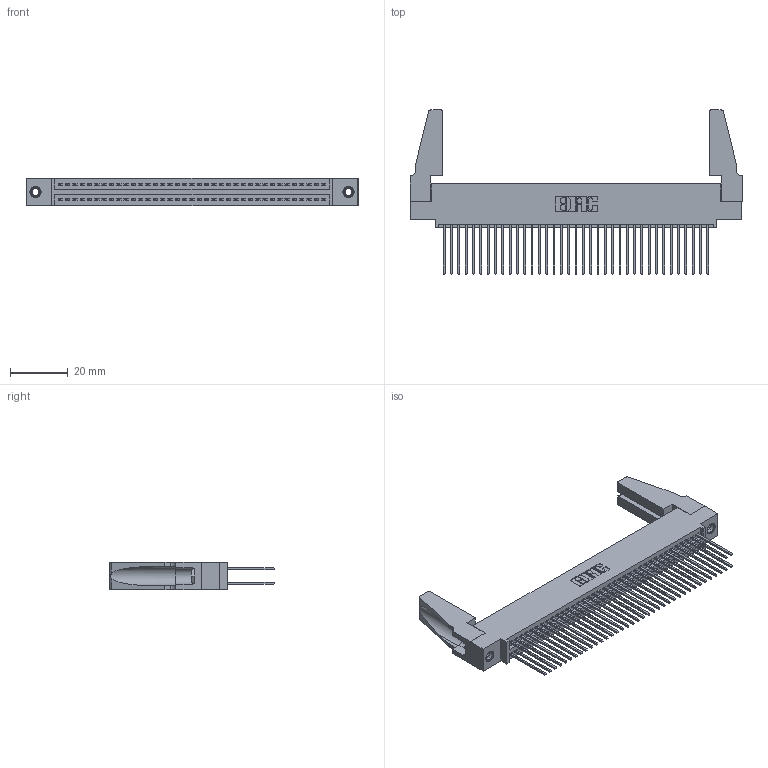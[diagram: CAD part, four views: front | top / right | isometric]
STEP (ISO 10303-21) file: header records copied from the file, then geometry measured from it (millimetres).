
FILE_DESCRIPTION (( 'STEP AP203' ), '1' );
FILE_NAME ('395-074-542-588.STEP', '2019-10-24T14:38:36', ( '' ), ( '' ), 'SwSTEP 2.0', 'SolidWorks 2016', '' );
FILE_SCHEMA (( 'CONFIG_CONTROL_DESIGN' ));
Length unit declared in the file: inch
Products named in the file (5): 345-220-078_345-220-088; 395-074-542-588; 345 Part_0.110 Offset - 0.156 Dia-TH; 345-292-001_345-293-142; 345-250-001_345-250-001-102
Assembly tree (79 placements, depth 2):
  395-074-542-588
    345 Part_0.110 Offset - 0.156 Dia-TH
    345-292-001_345-293-142  x74
    345-250-001_345-250-001-102  x2
    345-220-078_345-220-088  x2
Bounding box: 115.21 x 56.95 x 9.4 mm (x, y, z)
Volume: 14669.7 mm3; surface area: 21606.8 mm2
Topology: 79 solids, 79 shells, 3954 faces, 11693 edges, 7686 vertices
Faces by surface type: plane 2598, cylinder 1340, cone 12, torus 4
Entity records: 32002 total; most frequent: CARTESIAN_POINT 5366, ORIENTED_EDGE 5260, DIRECTION 4742, EDGE_CURVE 2630, VECTOR 2308, LINE 2308, VERTEX_POINT 1746, AXIS2_PLACEMENT_3D 1217
